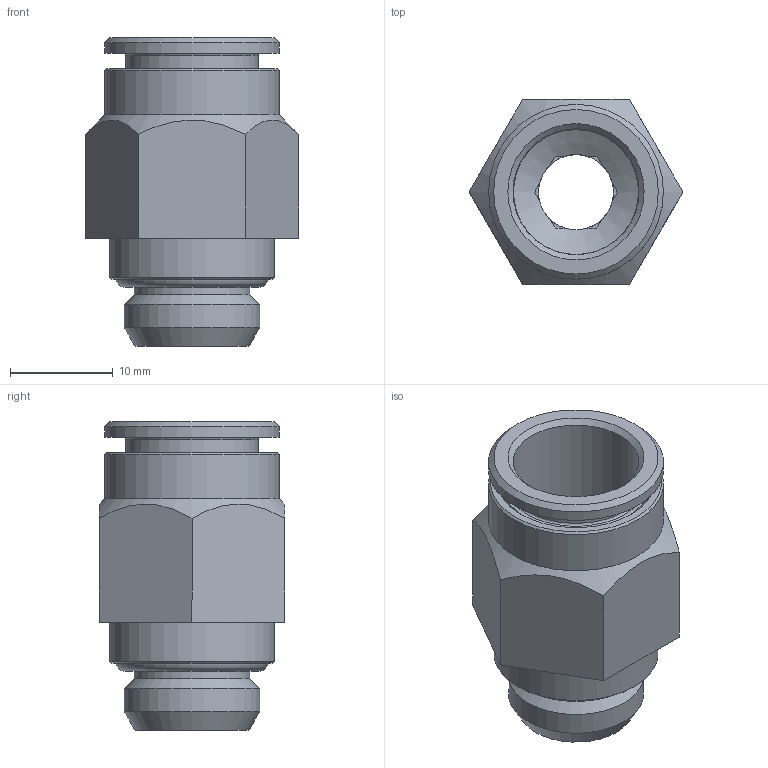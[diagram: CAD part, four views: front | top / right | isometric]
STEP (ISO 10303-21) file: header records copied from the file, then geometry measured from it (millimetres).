
FILE_DESCRIPTION(( 'RV.01.12.14.STP' ), '1');
FILE_NAME( 'RV.01.12.14.STP', '2018-10-09T16:04:26',( 'Sopra'),('sopra-pneumatic.com'), 'SwSTEP 2.0','SolidWorks 2009','' );
FILE_SCHEMA (('AUTOMOTIVE_DESIGN { 1 0 10303 214 1 1 1 1 }'));
Length unit declared in the file: millimetre
Products named in the file (4): Root; OR 11.11X1.78; R200119; ONLINE_DR12-4
Assembly tree (3 placements, depth 2):
  Root
    OR 11.11X1.78
    R200119
    ONLINE_DR12-4
Bounding box: 20.78 x 18 x 30 mm (x, y, z)
Volume: 3302.6 mm3; surface area: 4369.4 mm2
Topology: 3 solids, 3 shells, 63 faces, 149 edges, 96 vertices
Faces by surface type: plane 34, cylinder 12, cone 12, torus 5
Full cylindrical faces by diameter (mm): 7.3 x1, 11.2 x1, 12.15 x1, 12.25 x1, 12.9 x1, 13 x1, 13.157 x1, 14.2 x1, 14.5 x1, 16 x1, 17 x2
Entity records: 2747 total; most frequent: DIRECTION 312, CARTESIAN_POINT 261, PRESENTATION_STYLE_ASSIGNMENT 219, COLOUR_RGB 218, DRAUGHTING_PRE_DEFINED_CURVE_FONT 216, CURVE_STYLE 216, OVER_RIDING_STYLED_ITEM 216, ORIENTED_EDGE 216
